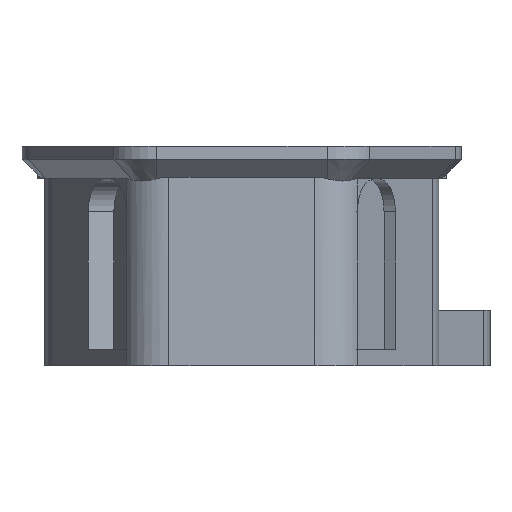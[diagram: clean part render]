
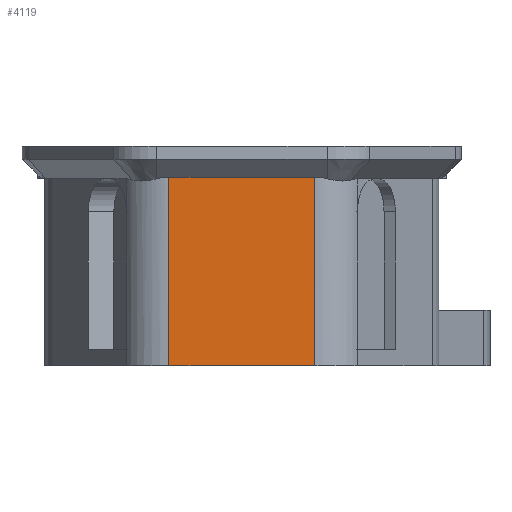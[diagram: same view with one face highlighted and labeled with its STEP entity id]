
A CAD part, left-side view. The second image highlights one B-rep face of the part: STEP entity #4119.
In plain terms, the highlighted planar face has unit normal (-1, 0, 0).
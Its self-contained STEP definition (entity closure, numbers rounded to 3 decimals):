
#283=PLANE('',#4388);
#495=FACE_OUTER_BOUND('',#731,.T.);
#731=EDGE_LOOP('',(#3726,#3727,#3728,#3729));
#1111=LINE('',#6929,#1555);
#1154=LINE('',#7075,#1598);
#1157=LINE('',#7087,#1601);
#1158=LINE('',#7088,#1602);
#1555=VECTOR('',#5128,10.);
#1598=VECTOR('',#5257,10.);
#1601=VECTOR('',#5268,10.);
#1602=VECTOR('',#5269,10.);
#2033=VERTEX_POINT('',#6926);
#2034=VERTEX_POINT('',#6928);
#2066=VERTEX_POINT('',#7074);
#2071=VERTEX_POINT('',#7086);
#2565=EDGE_CURVE('',#2033,#2034,#1111,.T.);
#2626=EDGE_CURVE('',#2066,#2033,#1154,.T.);
#2632=EDGE_CURVE('',#2034,#2071,#1157,.F.);
#2633=EDGE_CURVE('',#2071,#2066,#1158,.T.);
#3726=ORIENTED_EDGE('',*,*,#2632,.F.);
#3727=ORIENTED_EDGE('',*,*,#2565,.F.);
#3728=ORIENTED_EDGE('',*,*,#2626,.F.);
#3729=ORIENTED_EDGE('',*,*,#2633,.F.);
#4119=ADVANCED_FACE('',(#495),#283,.F.);
#4388=AXIS2_PLACEMENT_3D('',#7085,#5266,#5267);
#5128=DIRECTION('',(0.,0.,1.));
#5257=DIRECTION('',(0.,1.,0.));
#5266=DIRECTION('center_axis',(1.,0.,0.));
#5267=DIRECTION('ref_axis',(0.,1.,0.));
#5268=DIRECTION('',(0.,1.,0.));
#5269=DIRECTION('',(0.,0.,-1.));
#6926=CARTESIAN_POINT('',(-10.9,4.446,-3.4));
#6928=CARTESIAN_POINT('',(-10.9,4.446,8.1));
#6929=CARTESIAN_POINT('',(-10.9,4.446,-3.4));
#7074=CARTESIAN_POINT('',(-10.9,-4.446,-3.4));
#7075=CARTESIAN_POINT('',(-10.9,-3.118,-3.4));
#7085=CARTESIAN_POINT('Origin',(-10.9,-6.235,-3.4));
#7086=CARTESIAN_POINT('',(-10.9,-4.446,8.1));
#7087=CARTESIAN_POINT('',(-10.9,-1.386,8.1));
#7088=CARTESIAN_POINT('',(-10.9,-4.446,-3.4));
